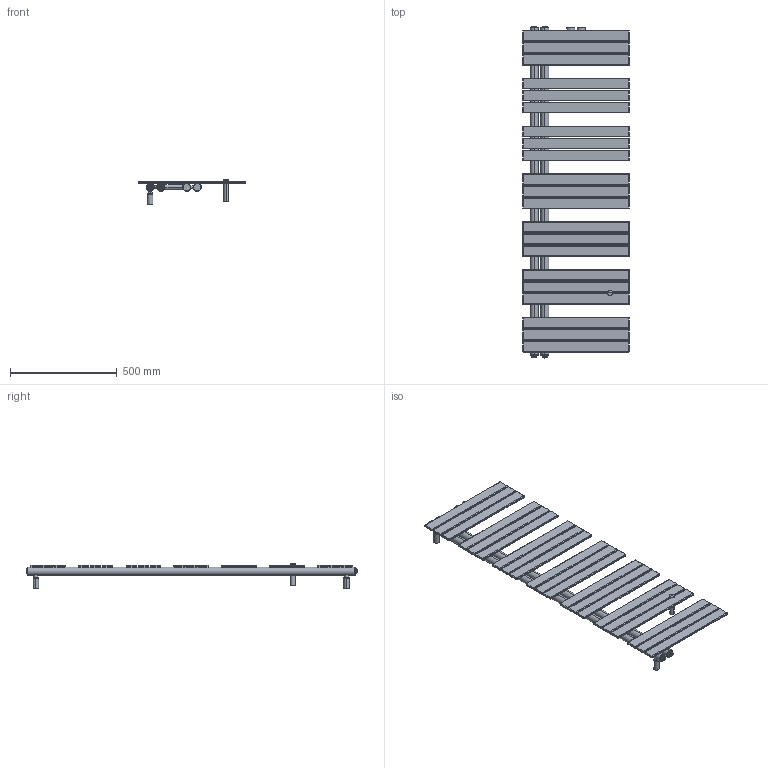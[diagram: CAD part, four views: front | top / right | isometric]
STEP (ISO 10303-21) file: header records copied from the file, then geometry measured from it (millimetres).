
FILE_DESCRIPTION((''),'2;1');
FILE_NAME('3551726100043_3D_SITO_ASM','2023-11-21T14:01:43',('PC132'),(''),'CREO PARAMETRIC BY PTC INC, 2023092','CREO PARAMETRIC BY PTC INC, 2023092','');
FILE_SCHEMA(('AUTOMOTIVE_DESIGN { 1 0 10303 214 1 1 1 1 }'));
Length unit declared in the file: millimetre
Products named in the file (5): 2551720500019_3D_SITO; BOTT_GIUNTO_KELLY_RAD50X10; 1041001240002; 1010181240001; 3551726100043_3D_SITO_ASM
Assembly tree (6 placements, depth 2):
  3551726100043_3D_SITO_ASM
    2551720500019_3D_SITO
    BOTT_GIUNTO_KELLY_RAD50X10
    1041001240002  x2
    1010181240001  x2
Bounding box: 500 x 1555 x 115.5 mm (x, y, z)
Volume: 8959039.2 mm3; surface area: 1663830.4 mm2
Topology: 28 solids, 31 shells, 994 faces, 2201 edges, 1282 vertices
Faces by surface type: cylinder 394, plane 256, bspline 194, torus 102, cone 34, sphere 14
Entity records: 38328 total; most frequent: CARTESIAN_POINT 9411, DIRECTION 4350, ORIENTED_EDGE 3640, PRESENTATION_STYLE_ASSIGNMENT 2039, STYLED_ITEM 1966, CURVE_STYLE 1940, EDGE_CURVE 1822, AXIS2_PLACEMENT_3D 1758
